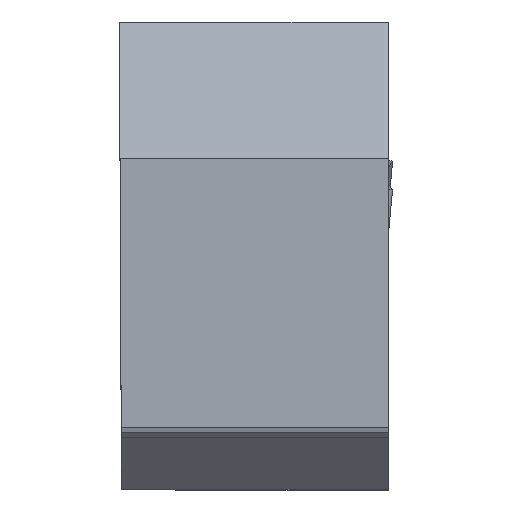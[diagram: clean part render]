
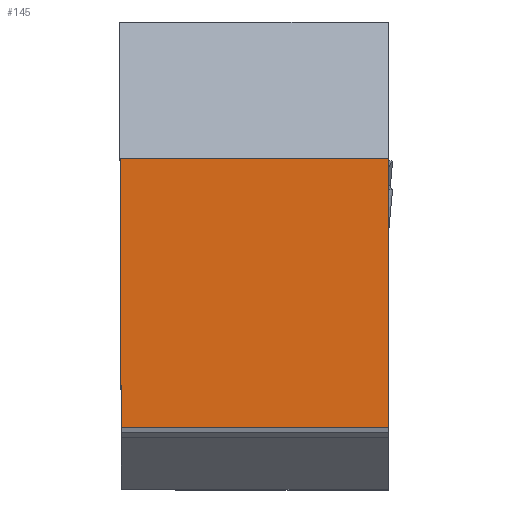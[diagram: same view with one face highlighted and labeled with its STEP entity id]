
A CAD part, top view. The second image highlights one B-rep face of the part: STEP entity #145.
In plain terms, the highlighted planar face has unit normal (0, 0, 1).
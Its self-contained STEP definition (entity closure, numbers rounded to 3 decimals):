
#145=ADVANCED_FACE('BLANK_BOXF006',(#257),#210,.T.);
#210=PLANE('',#1452);
#257=FACE_OUTER_BOUND('',#324,.T.);
#324=EDGE_LOOP('',(#733,#734,#735,#736));
#387=LINE('',#1827,#518);
#417=LINE('',#1937,#548);
#433=LINE('',#1986,#564);
#434=LINE('',#1987,#565);
#518=VECTOR('',#1521,1.);
#548=VECTOR('',#1573,1.);
#564=VECTOR('',#1607,1.);
#565=VECTOR('',#1608,1.);
#733=ORIENTED_EDGE('',*,*,#1190,.T.);
#734=ORIENTED_EDGE('',*,*,#1209,.F.);
#735=ORIENTED_EDGE('',*,*,#1150,.T.);
#736=ORIENTED_EDGE('',*,*,#1210,.T.);
#1027=VERTEX_POINT('',#1826);
#1028=VERTEX_POINT('',#1828);
#1063=VERTEX_POINT('',#1936);
#1064=VERTEX_POINT('',#1938);
#1150=EDGE_CURVE('',#1028,#1027,#387,.T.);
#1190=EDGE_CURVE('',#1064,#1063,#417,.T.);
#1209=EDGE_CURVE('',#1028,#1063,#433,.T.);
#1210=EDGE_CURVE('',#1027,#1064,#434,.T.);
#1452=AXIS2_PLACEMENT_3D('',#1988,#1609,#1610);
#1521=DIRECTION('',(0.,1.,0.));
#1573=DIRECTION('',(0.004,-1.,0.));
#1607=DIRECTION('',(-1.,0.,0.));
#1608=DIRECTION('',(-1.,0.,0.));
#1609=DIRECTION('',(0.,0.,1.));
#1610=DIRECTION('',(1.,0.,0.));
#1826=CARTESIAN_POINT('',(9.425,9.425,0.));
#1827=CARTESIAN_POINT('',(9.425,15.425,0.));
#1828=CARTESIAN_POINT('',(9.425,0.,0.));
#1936=CARTESIAN_POINT('',(0.041,0.,0.));
#1937=CARTESIAN_POINT('',(-0.027,15.521,0.));
#1938=CARTESIAN_POINT('',(0.,9.425,0.));
#1986=CARTESIAN_POINT('',(-22.,0.,0.));
#1987=CARTESIAN_POINT('',(-22.,9.425,0.));
#1988=CARTESIAN_POINT('',(-22.,15.425,0.));
